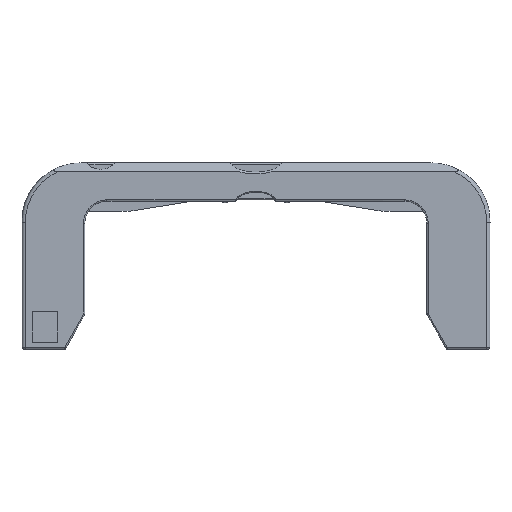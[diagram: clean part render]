
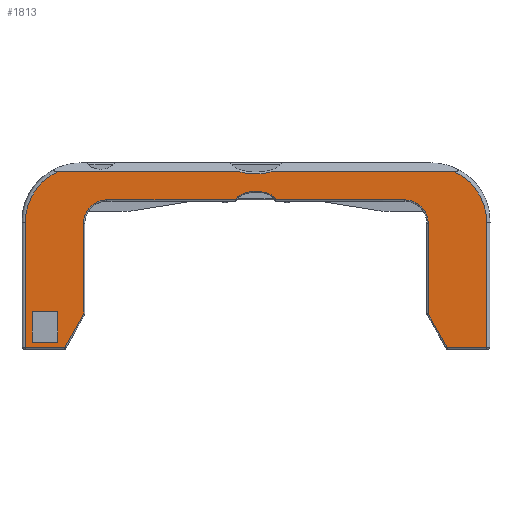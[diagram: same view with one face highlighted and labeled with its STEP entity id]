
A CAD part, top view. The second image highlights one B-rep face of the part: STEP entity #1813.
In plain terms, the highlighted planar face has unit normal (0, 0, 1).
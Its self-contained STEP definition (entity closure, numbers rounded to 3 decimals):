
#1267=CARTESIAN_POINT('',(113.774,114.746,36.5));
#1268=VERTEX_POINT('',#1267);
#1269=CARTESIAN_POINT('',(183.643,114.746,36.5));
#1270=VERTEX_POINT('',#1269);
#1271=CARTESIAN_POINT('',(113.774,114.746,36.5));
#1272=DIRECTION('',(1.,-0.,-0.));
#1273=VECTOR('',#1272,69.87);
#1274=LINE('',#1271,#1273);
#1275=EDGE_CURVE('',#1268,#1270,#1274,.T.);
#1609=CARTESIAN_POINT('',(0.,-63.,36.5));
#1610=DIRECTION('',(0.,0.,1.));
#1611=DIRECTION('',(1.,0.,0.));
#1612=AXIS2_PLACEMENT_3D('',#1609,#1610,#1611);
#1613=PLANE('',#1612);
#1614=CARTESIAN_POINT('',(-4.16,129.971,36.5));
#1615=VERTEX_POINT('',#1614);
#1616=CARTESIAN_POINT('',(94.416,129.971,36.5));
#1617=VERTEX_POINT('',#1616);
#1618=CARTESIAN_POINT('',(-4.16,129.971,36.5));
#1619=DIRECTION('',(1.,0.,-0.));
#1620=VECTOR('',#1619,98.578);
#1621=LINE('',#1618,#1620);
#1622=EDGE_CURVE('',#1615,#1617,#1621,.T.);
#1623=ORIENTED_EDGE('',*,*,#1622,.F.);
#1624=CARTESIAN_POINT('',(-21.7,102.559,36.5));
#1625=VERTEX_POINT('',#1624);
#1626=CARTESIAN_POINT('',(8.491,102.559,36.5));
#1627=DIRECTION('',(0.,0.,1.));
#1628=DIRECTION('',(1.,0.,-0.));
#1629=AXIS2_PLACEMENT_3D('',#1626,#1627,#1628);
#1630=CIRCLE('',#1629,30.191);
#1631=EDGE_CURVE('',#1615,#1625,#1630,.T.);
#1632=ORIENTED_EDGE('',*,*,#1631,.T.);
#1633=CARTESIAN_POINT('',(-21.7,34.7,36.5));
#1634=VERTEX_POINT('',#1633);
#1635=CARTESIAN_POINT('',(-21.7,102.559,36.5));
#1636=DIRECTION('',(-0.,-1.,-0.));
#1637=VECTOR('',#1636,67.859);
#1638=LINE('',#1635,#1637);
#1639=EDGE_CURVE('',#1625,#1634,#1638,.T.);
#1640=ORIENTED_EDGE('',*,*,#1639,.T.);
#1641=CARTESIAN_POINT('',(-0.43,34.7,36.5));
#1642=VERTEX_POINT('',#1641);
#1643=CARTESIAN_POINT('',(-21.7,34.7,36.5));
#1644=DIRECTION('',(1.,-0.,-0.));
#1645=VECTOR('',#1644,21.27);
#1646=LINE('',#1643,#1645);
#1647=EDGE_CURVE('',#1634,#1642,#1646,.T.);
#1648=ORIENTED_EDGE('',*,*,#1647,.T.);
#1649=CARTESIAN_POINT('',(9.791,52.972,36.5));
#1650=VERTEX_POINT('',#1649);
#1651=CARTESIAN_POINT('',(-0.43,34.7,36.5));
#1652=DIRECTION('',(0.488,0.873,-0.));
#1653=VECTOR('',#1652,20.937);
#1654=LINE('',#1651,#1653);
#1655=EDGE_CURVE('',#1642,#1650,#1654,.T.);
#1656=ORIENTED_EDGE('',*,*,#1655,.T.);
#1657=CARTESIAN_POINT('',(9.791,102.046,36.5));
#1658=VERTEX_POINT('',#1657);
#1659=CARTESIAN_POINT('',(9.791,52.972,36.5));
#1660=DIRECTION('',(-0.,1.,-0.));
#1661=VECTOR('',#1660,49.073);
#1662=LINE('',#1659,#1661);
#1663=EDGE_CURVE('',#1650,#1658,#1662,.T.);
#1664=ORIENTED_EDGE('',*,*,#1663,.T.);
#1665=CARTESIAN_POINT('',(22.491,114.746,36.5));
#1666=VERTEX_POINT('',#1665);
#1667=CARTESIAN_POINT('',(22.491,102.046,36.5));
#1668=DIRECTION('',(-0.,-0.,-1.));
#1669=DIRECTION('',(1.,0.,-0.));
#1670=AXIS2_PLACEMENT_3D('',#1667,#1668,#1669);
#1671=CIRCLE('',#1670,12.7);
#1672=EDGE_CURVE('',#1658,#1666,#1671,.T.);
#1673=ORIENTED_EDGE('',*,*,#1672,.T.);
#1674=CARTESIAN_POINT('',(92.355,114.746,36.5));
#1675=VERTEX_POINT('',#1674);
#1676=CARTESIAN_POINT('',(22.491,114.746,36.5));
#1677=DIRECTION('',(1.,-0.,-0.));
#1678=VECTOR('',#1677,69.863);
#1679=LINE('',#1676,#1678);
#1680=EDGE_CURVE('',#1666,#1675,#1679,.T.);
#1681=ORIENTED_EDGE('',*,*,#1680,.T.);
#1682=CARTESIAN_POINT('',(92.355,114.746,36.5));
#1683=CARTESIAN_POINT('',(92.493,115.278,36.5));
#1684=CARTESIAN_POINT('',(92.834,115.778,36.5));
#1685=CARTESIAN_POINT('',(93.375,116.571,36.5));
#1686=CARTESIAN_POINT('',(94.384,117.236,36.5));
#1687=CARTESIAN_POINT('',(95.53,117.99,36.5));
#1688=CARTESIAN_POINT('',(97.158,118.501,36.5));
#1689=CARTESIAN_POINT('',(98.517,118.928,36.5));
#1690=CARTESIAN_POINT('',(100.086,119.143,36.5));
#1691=CARTESIAN_POINT('',(101.544,119.344,36.5));
#1692=CARTESIAN_POINT('',(103.064,119.344,36.5));
#1693=CARTESIAN_POINT('',(104.582,119.344,36.5));
#1694=CARTESIAN_POINT('',(106.041,119.144,36.5));
#1695=CARTESIAN_POINT('',(107.609,118.928,36.5));
#1696=CARTESIAN_POINT('',(108.97,118.501,36.5));
#1697=CARTESIAN_POINT('',(110.597,117.99,36.5));
#1698=CARTESIAN_POINT('',(111.743,117.236,36.5));
#1699=CARTESIAN_POINT('',(112.468,116.76,36.5));
#1700=CARTESIAN_POINT('',(112.956,116.21,36.5));
#1701=CARTESIAN_POINT('',(113.574,115.514,36.5));
#1702=CARTESIAN_POINT('',(113.774,114.746,36.5));
#1703=B_SPLINE_CURVE_WITH_KNOTS('',2,(#1682,#1683,#1684,#1685,#1686,#1687,#1688,#1689,#1690,#1691,#1692,#1693,#1694,#1695,#1696,#1697,#1698,#1699,#1700,#1701,#1702),.UNSPECIFIED.,.F.,.F.,(3,2,2,2,2,2,2,2,2,2,3),(0.,0.042,0.125,0.25,0.375,0.5,0.625,0.75,0.875,0.938,1.),.UNSPECIFIED.);
#1704=EDGE_CURVE('',#1675,#1268,#1703,.T.);
#1705=ORIENTED_EDGE('',*,*,#1704,.T.);
#1706=ORIENTED_EDGE('',*,*,#1275,.T.);
#1707=CARTESIAN_POINT('',(196.343,102.046,36.5));
#1708=VERTEX_POINT('',#1707);
#1709=CARTESIAN_POINT('',(183.643,102.046,36.5));
#1710=DIRECTION('',(-0.,-0.,-1.));
#1711=DIRECTION('',(1.,0.,-0.));
#1712=AXIS2_PLACEMENT_3D('',#1709,#1710,#1711);
#1713=CIRCLE('',#1712,12.7);
#1714=EDGE_CURVE('',#1270,#1708,#1713,.T.);
#1715=ORIENTED_EDGE('',*,*,#1714,.T.);
#1716=CARTESIAN_POINT('',(196.343,53.053,36.5));
#1717=VERTEX_POINT('',#1716);
#1718=CARTESIAN_POINT('',(196.343,102.046,36.5));
#1719=DIRECTION('',(-0.,-1.,-0.));
#1720=VECTOR('',#1719,48.993);
#1721=LINE('',#1718,#1720);
#1722=EDGE_CURVE('',#1708,#1717,#1721,.T.);
#1723=ORIENTED_EDGE('',*,*,#1722,.T.);
#1724=CARTESIAN_POINT('',(206.663,34.7,36.5));
#1725=VERTEX_POINT('',#1724);
#1726=CARTESIAN_POINT('',(196.343,53.053,36.5));
#1727=DIRECTION('',(0.49,-0.872,0.));
#1728=VECTOR('',#1727,21.055);
#1729=LINE('',#1726,#1728);
#1730=EDGE_CURVE('',#1717,#1725,#1729,.T.);
#1731=ORIENTED_EDGE('',*,*,#1730,.T.);
#1732=CARTESIAN_POINT('',(228.,34.7,36.5));
#1733=VERTEX_POINT('',#1732);
#1734=CARTESIAN_POINT('',(206.663,34.7,36.5));
#1735=DIRECTION('',(1.,0.,-0.));
#1736=VECTOR('',#1735,21.337);
#1737=LINE('',#1734,#1736);
#1738=EDGE_CURVE('',#1725,#1733,#1737,.T.);
#1739=ORIENTED_EDGE('',*,*,#1738,.T.);
#1740=CARTESIAN_POINT('',(228.,102.559,36.5));
#1741=VERTEX_POINT('',#1740);
#1742=CARTESIAN_POINT('',(228.,34.7,36.5));
#1743=DIRECTION('',(-0.,1.,-0.));
#1744=VECTOR('',#1743,67.859);
#1745=LINE('',#1742,#1744);
#1746=EDGE_CURVE('',#1733,#1741,#1745,.T.);
#1747=ORIENTED_EDGE('',*,*,#1746,.T.);
#1748=CARTESIAN_POINT('',(210.46,129.971,36.5));
#1749=VERTEX_POINT('',#1748);
#1750=CARTESIAN_POINT('',(197.809,102.559,36.5));
#1751=DIRECTION('',(0.,0.,1.));
#1752=DIRECTION('',(1.,0.,-0.));
#1753=AXIS2_PLACEMENT_3D('',#1750,#1751,#1752);
#1754=CIRCLE('',#1753,30.191);
#1755=EDGE_CURVE('',#1741,#1749,#1754,.T.);
#1756=ORIENTED_EDGE('',*,*,#1755,.T.);
#1757=CARTESIAN_POINT('',(111.885,129.971,36.5));
#1758=VERTEX_POINT('',#1757);
#1759=CARTESIAN_POINT('',(111.882,129.971,36.5));
#1760=DIRECTION('',(1.,0.,-0.));
#1761=VECTOR('',#1760,98.578);
#1762=LINE('',#1759,#1761);
#1763=EDGE_CURVE('',#1758,#1749,#1762,.T.);
#1764=ORIENTED_EDGE('',*,*,#1763,.F.);
#1765=CARTESIAN_POINT('',(111.884,129.972,36.5));
#1766=CARTESIAN_POINT('',(111.022,129.697,36.5));
#1767=CARTESIAN_POINT('',(110.046,129.478,36.5));
#1768=CARTESIAN_POINT('',(106.848,128.76,36.5));
#1769=CARTESIAN_POINT('',(103.15,128.76,36.5));
#1770=CARTESIAN_POINT('',(99.454,128.76,36.5));
#1771=CARTESIAN_POINT('',(96.255,129.478,36.5));
#1772=CARTESIAN_POINT('',(95.279,129.697,36.5));
#1773=CARTESIAN_POINT('',(94.416,129.972,36.5));
#1774=B_SPLINE_CURVE_WITH_KNOTS('',2,(#1765,#1766,#1767,#1768,#1769,#1770,#1771,#1772,#1773),.UNSPECIFIED.,.F.,.F.,(3,2,2,2,3),(0.186,0.25,0.5,0.75,0.814),.UNSPECIFIED.);
#1775=EDGE_CURVE('',#1758,#1617,#1774,.T.);
#1776=ORIENTED_EDGE('',*,*,#1775,.T.);
#1777=EDGE_LOOP('',(#1623,#1632,#1640,#1648,#1656,#1664,#1673,#1681,#1705,#1706,#1715,#1723,#1731,#1739,#1747,#1756,#1764,#1776));
#1778=FACE_BOUND('',#1777,.T.);
#1779=CARTESIAN_POINT('',(-17.826,54.36,36.5));
#1780=VERTEX_POINT('',#1779);
#1781=CARTESIAN_POINT('',(-4.026,54.36,36.5));
#1782=VERTEX_POINT('',#1781);
#1783=CARTESIAN_POINT('',(-17.826,54.36,36.5));
#1784=DIRECTION('',(1.,0.,-0.));
#1785=VECTOR('',#1784,13.8);
#1786=LINE('',#1783,#1785);
#1787=EDGE_CURVE('',#1780,#1782,#1786,.T.);
#1788=ORIENTED_EDGE('',*,*,#1787,.T.);
#1789=CARTESIAN_POINT('',(-4.026,37.66,36.5));
#1790=VERTEX_POINT('',#1789);
#1791=CARTESIAN_POINT('',(-4.026,54.36,36.5));
#1792=DIRECTION('',(0.,-1.,0.));
#1793=VECTOR('',#1792,16.7);
#1794=LINE('',#1791,#1793);
#1795=EDGE_CURVE('',#1782,#1790,#1794,.T.);
#1796=ORIENTED_EDGE('',*,*,#1795,.T.);
#1797=CARTESIAN_POINT('',(-17.826,37.66,36.5));
#1798=VERTEX_POINT('',#1797);
#1799=CARTESIAN_POINT('',(-4.026,37.66,36.5));
#1800=DIRECTION('',(-1.,0.,0.));
#1801=VECTOR('',#1800,13.8);
#1802=LINE('',#1799,#1801);
#1803=EDGE_CURVE('',#1790,#1798,#1802,.T.);
#1804=ORIENTED_EDGE('',*,*,#1803,.T.);
#1805=CARTESIAN_POINT('',(-17.826,37.66,36.5));
#1806=DIRECTION('',(0.,1.,0.));
#1807=VECTOR('',#1806,16.7);
#1808=LINE('',#1805,#1807);
#1809=EDGE_CURVE('',#1798,#1780,#1808,.T.);
#1810=ORIENTED_EDGE('',*,*,#1809,.T.);
#1811=EDGE_LOOP('',(#1788,#1796,#1804,#1810));
#1812=FACE_BOUND('',#1811,.T.);
#1813=ADVANCED_FACE('',(#1778,#1812),#1613,.T.);
